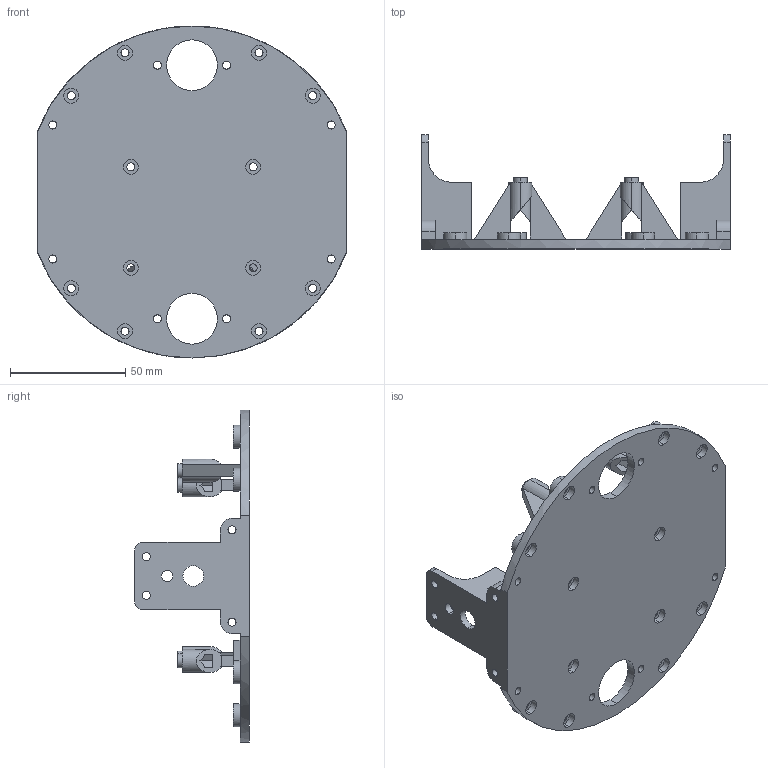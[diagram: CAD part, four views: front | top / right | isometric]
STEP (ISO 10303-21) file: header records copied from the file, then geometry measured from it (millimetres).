
FILE_DESCRIPTION (( 'STEP AP203' ), '1' );
FILE_NAME ('Chasis_Default_sldprt.STEP', '2020-12-09T15:00:51', ( '' ), ( '' ), 'SwSTEP 2.0', 'SolidWorks 2020', '' );
FILE_SCHEMA (( 'CONFIG_CONTROL_DESIGN' ));
Length unit declared in the file: millimetre
Products named in the file (1): Chasis_Default_sldprt
Bounding box: 134 x 49.7 x 144 mm (x, y, z)
Volume: 83415.7 mm3; surface area: 50626.7 mm2
Topology: 1 solids, 1 shells, 323 faces, 835 edges, 546 vertices
Faces by surface type: plane 160, cylinder 155, cone 8
Entity records: 10144 total; most frequent: DIRECTION 1793, CARTESIAN_POINT 1741, ORIENTED_EDGE 1670, EDGE_CURVE 835, AXIS2_PLACEMENT_3D 646, VERTEX_POINT 546, LINE 501, VECTOR 501
